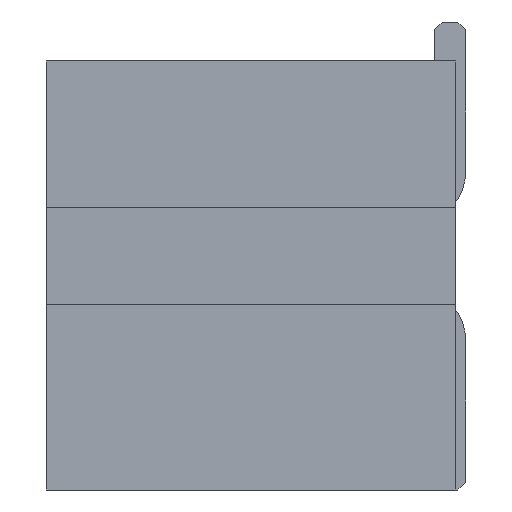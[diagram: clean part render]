
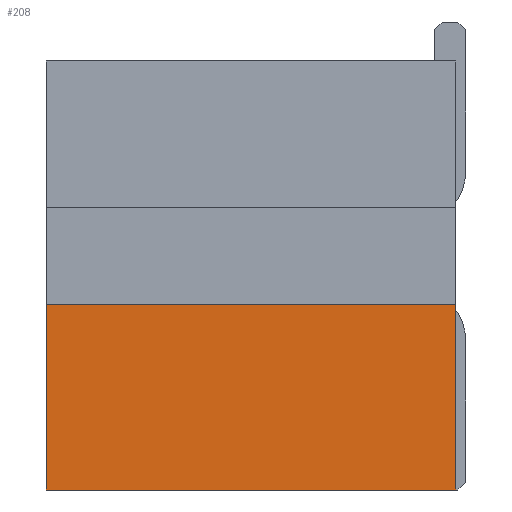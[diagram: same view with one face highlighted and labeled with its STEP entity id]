
A CAD part, left-side view. The second image highlights one B-rep face of the part: STEP entity #208.
In plain terms, the highlighted planar face has unit normal (-1, 0, 0).
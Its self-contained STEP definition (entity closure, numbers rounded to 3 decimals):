
#175 = VERTEX_POINT('',#176);
#176 = CARTESIAN_POINT('',(-9.525,5.334,-3.048));
#191 = VERTEX_POINT('',#192);
#192 = CARTESIAN_POINT('',(-9.525,0.,-3.048));
#198 = EDGE_CURVE('',#175,#191,#199,.T.);
#199 = LINE('',#200,#201);
#200 = CARTESIAN_POINT('',(-9.525,5.334,-3.048));
#201 = VECTOR('',#202,1.);
#202 = DIRECTION('',(0.,-1.,0.));
#208 = ADVANCED_FACE('',(#209),#234,.F.);
#209 = FACE_BOUND('',#210,.T.);
#210 = EDGE_LOOP('',(#211,#219,#227,#233));
#211 = ORIENTED_EDGE('',*,*,#212,.F.);
#212 = EDGE_CURVE('',#213,#191,#215,.T.);
#213 = VERTEX_POINT('',#214);
#214 = CARTESIAN_POINT('',(-9.525,0.,-0.635));
#215 = LINE('',#216,#217);
#216 = CARTESIAN_POINT('',(-9.525,0.,2.54));
#217 = VECTOR('',#218,1.);
#218 = DIRECTION('',(-0.,-0.,-1.));
#219 = ORIENTED_EDGE('',*,*,#220,.T.);
#220 = EDGE_CURVE('',#213,#221,#223,.T.);
#221 = VERTEX_POINT('',#222);
#222 = CARTESIAN_POINT('',(-9.525,5.334,-0.635));
#223 = LINE('',#224,#225);
#224 = CARTESIAN_POINT('',(-9.525,5.334,-0.635));
#225 = VECTOR('',#226,1.);
#226 = DIRECTION('',(0.,1.,0.));
#227 = ORIENTED_EDGE('',*,*,#228,.T.);
#228 = EDGE_CURVE('',#221,#175,#229,.T.);
#229 = LINE('',#230,#231);
#230 = CARTESIAN_POINT('',(-9.525,5.334,2.54));
#231 = VECTOR('',#232,1.);
#232 = DIRECTION('',(-0.,-0.,-1.));
#233 = ORIENTED_EDGE('',*,*,#198,.T.);
#234 = PLANE('',#235);
#235 = AXIS2_PLACEMENT_3D('',#236,#237,#238);
#236 = CARTESIAN_POINT('',(-9.525,5.334,2.54));
#237 = DIRECTION('',(1.,0.,0.));
#238 = DIRECTION('',(0.,0.,-1.));
